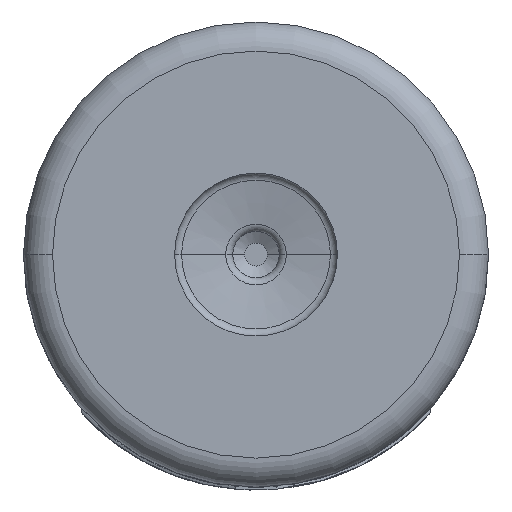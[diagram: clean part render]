
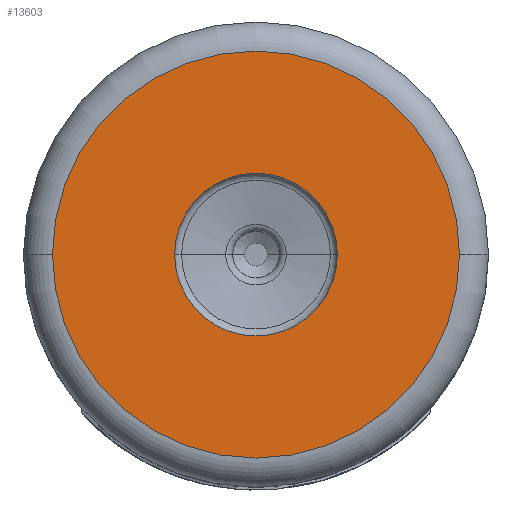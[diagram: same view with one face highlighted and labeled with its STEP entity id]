
A CAD part, front view. The second image highlights one B-rep face of the part: STEP entity #13603.
In plain terms, the highlighted planar face has unit normal (0, -1, 0).
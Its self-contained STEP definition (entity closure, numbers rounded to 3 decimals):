
#1866=CARTESIAN_POINT('',(0.,-4.,0.));
#1867=DIRECTION('',(0.,-1.,0.));
#1868=DIRECTION('',(1.,0.,0.));
#1869=AXIS2_PLACEMENT_3D('',#1866,#1867,#1868);
#1881=CARTESIAN_POINT('',(0.,-4.,0.));
#1882=DIRECTION('',(0.,-1.,0.));
#1883=DIRECTION('',(-1.,0.,0.));
#1884=AXIS2_PLACEMENT_3D('',#1881,#1882,#1883);
#1886=CARTESIAN_POINT('',(0.,-4.,0.));
#1887=DIRECTION('',(0.,-1.,0.));
#1888=DIRECTION('',(1.,0.,0.));
#1889=AXIS2_PLACEMENT_3D('',#1886,#1887,#1888);
#1891=CARTESIAN_POINT('',(0.,-4.,0.));
#1892=DIRECTION('',(0.,-1.,0.));
#1893=DIRECTION('',(-1.,0.,0.));
#1894=AXIS2_PLACEMENT_3D('',#1891,#1892,#1893);
#11585=CARTESIAN_POINT('',(-1.4,-4.,0.));
#11586=CARTESIAN_POINT('',(1.4,-4.,0.));
#11587=VERTEX_POINT('',#11585);
#11588=VERTEX_POINT('',#11586);
#11589=CARTESIAN_POINT('',(3.5,-4.,0.));
#11590=CARTESIAN_POINT('',(-3.5,-4.,0.));
#11591=VERTEX_POINT('',#11589);
#11592=VERTEX_POINT('',#11590);
#13587=CARTESIAN_POINT('',(0.,-4.,0.));
#13588=DIRECTION('',(0.,1.,0.));
#13589=DIRECTION('',(1.,0.,0.));
#13590=AXIS2_PLACEMENT_3D('',#13587,#13588,#13589);
#13591=PLANE('',#13590);
#13592=ORIENTED_EDGE('',*,*,#13577,.F.);
#13594=ORIENTED_EDGE('',*,*,#13593,.F.);
#13595=EDGE_LOOP('',(#13592,#13594));
#13596=FACE_OUTER_BOUND('',#13595,.F.);
#13598=ORIENTED_EDGE('',*,*,#13597,.T.);
#13600=ORIENTED_EDGE('',*,*,#13599,.T.);
#13601=EDGE_LOOP('',(#13598,#13600));
#13602=FACE_BOUND('',#13601,.F.);
#13603=ADVANCED_FACE('',(#13596,#13602),#13591,.F.);
#1870=CIRCLE('',#1869,3.5);
#1885=CIRCLE('',#1884,1.4);
#1890=CIRCLE('',#1889,1.4);
#1895=CIRCLE('',#1894,3.5);
#13577=EDGE_CURVE('',#11591,#11592,#1870,.T.);
#13593=EDGE_CURVE('',#11592,#11591,#1895,.T.);
#13597=EDGE_CURVE('',#11587,#11588,#1885,.T.);
#13599=EDGE_CURVE('',#11588,#11587,#1890,.T.);
